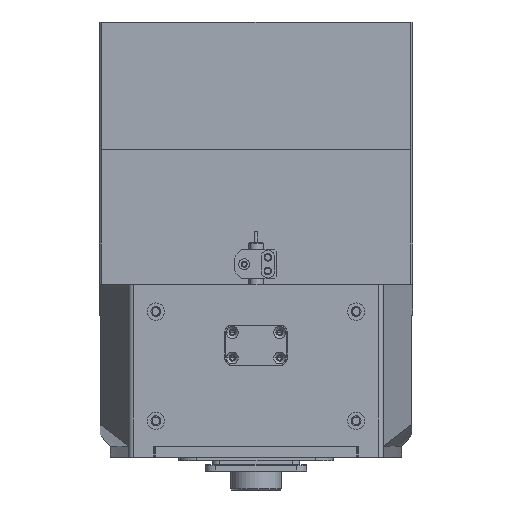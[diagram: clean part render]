
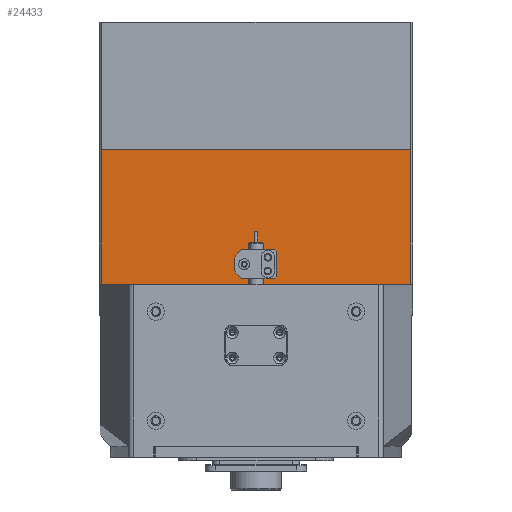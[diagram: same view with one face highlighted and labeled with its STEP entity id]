
A CAD part, left-side view. The second image highlights one B-rep face of the part: STEP entity #24433.
In plain terms, the highlighted planar face has unit normal (-1, 0, 0).
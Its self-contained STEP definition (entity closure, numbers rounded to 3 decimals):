
#193 = CARTESIAN_POINT ( 'NONE',  ( -166.809, 12.467, 425.35 ) ) ;
#225 = EDGE_CURVE ( 'NONE', #28311, #4907, #44714, .T. ) ;
#1091 = CIRCLE ( 'NONE', #23483, 1.65 ) ;
#1629 = ORIENTED_EDGE ( 'NONE', *, *, #225, .T. ) ;
#1834 = AXIS2_PLACEMENT_3D ( 'NONE', #49434, #22755, #10680 ) ;
#2372 = DIRECTION ( 'NONE',  ( 0., 0., -1. ) ) ;
#3337 = LINE ( 'NONE', #40238, #29810 ) ;
#3837 = DIRECTION ( 'NONE',  ( 1., 0., 0. ) ) ;
#4592 = DIRECTION ( 'NONE',  ( 1., 0., 0. ) ) ;
#4907 = VERTEX_POINT ( 'NONE', #16731 ) ;
#4937 = DIRECTION ( 'NONE',  ( 0., 0., 1. ) ) ;
#5132 = CARTESIAN_POINT ( 'NONE',  ( -166.809, -79.033, 490. ) ) ;
#5298 = CARTESIAN_POINT ( 'NONE',  ( -166.809, 5.967, 490. ) ) ;
#5343 = CARTESIAN_POINT ( 'NONE',  ( -166.809, -0.533, 423.25 ) ) ;
#6495 = CARTESIAN_POINT ( 'NONE',  ( -166.809, -0.533, 430.75 ) ) ;
#6717 = ORIENTED_EDGE ( 'NONE', *, *, #31471, .T. ) ;
#7024 = EDGE_LOOP ( 'NONE', ( #6717, #27188 ) ) ;
#7383 = EDGE_LOOP ( 'NONE', ( #8115, #48382, #21144, #31899 ) ) ;
#8115 = ORIENTED_EDGE ( 'NONE', *, *, #12813, .F. ) ;
#10266 = EDGE_CURVE ( 'NONE', #15529, #36653, #18509, .T. ) ;
#10680 = DIRECTION ( 'NONE',  ( 0., 0., -1. ) ) ;
#11017 = EDGE_CURVE ( 'NONE', #39859, #12209, #1091, .T. ) ;
#11358 = VERTEX_POINT ( 'NONE', #19535 ) ;
#12049 = VERTEX_POINT ( 'NONE', #17872 ) ;
#12209 = VERTEX_POINT ( 'NONE', #193 ) ;
#12813 = EDGE_CURVE ( 'NONE', #39531, #12049, #49517, .T. ) ;
#12824 = CARTESIAN_POINT ( 'NONE',  ( -166.809, -79.033, 416. ) ) ;
#13066 = DIRECTION ( 'NONE',  ( 1., 0., 0. ) ) ;
#14226 = EDGE_CURVE ( 'NONE', #4907, #28311, #32066, .T. ) ;
#14402 = DIRECTION ( 'NONE',  ( 0., 0., -1. ) ) ;
#15268 = EDGE_CURVE ( 'NONE', #32131, #11358, #16321, .T. ) ;
#15529 = VERTEX_POINT ( 'NONE', #26060 ) ;
#16321 = LINE ( 'NONE', #5298, #21080 ) ;
#16626 = DIRECTION ( 'NONE',  ( 0., 0., -1. ) ) ;
#16731 = CARTESIAN_POINT ( 'NONE',  ( -166.809, -0.533, 428.6 ) ) ;
#17381 = CARTESIAN_POINT ( 'NONE',  ( -166.809, 12.467, 428.65 ) ) ;
#17872 = CARTESIAN_POINT ( 'NONE',  ( -166.809, 90.967, 416. ) ) ;
#18509 = CIRCLE ( 'NONE', #26881, 2.15 ) ;
#19535 = CARTESIAN_POINT ( 'NONE',  ( -166.809, 90.967, 490. ) ) ;
#19772 = CARTESIAN_POINT ( 'NONE',  ( -166.809, 12.467, 427. ) ) ;
#21067 = AXIS2_PLACEMENT_3D ( 'NONE', #22356, #30670, #42202 ) ;
#21080 = VECTOR ( 'NONE', #28144, 1000. ) ;
#21144 = ORIENTED_EDGE ( 'NONE', *, *, #15268, .T. ) ;
#21666 = EDGE_CURVE ( 'NONE', #39531, #32131, #47111, .T. ) ;
#21942 = CARTESIAN_POINT ( 'NONE',  ( -166.809, -0.533, 425.4 ) ) ;
#22356 = CARTESIAN_POINT ( 'NONE',  ( -166.809, -94.033, 416. ) ) ;
#22755 = DIRECTION ( 'NONE',  ( 1., 0., 0. ) ) ;
#23483 = AXIS2_PLACEMENT_3D ( 'NONE', #31157, #4592, #34822 ) ;
#23645 = DIRECTION ( 'NONE',  ( 0., 0., -1. ) ) ;
#24433 = ADVANCED_FACE ( 'NONE', ( #44558, #34389, #49351, #45179 ), #34157, .F. ) ;
#25296 = ORIENTED_EDGE ( 'NONE', *, *, #11017, .T. ) ;
#25385 = CARTESIAN_POINT ( 'NONE',  ( -166.809, -0.533, 430.75 ) ) ;
#25445 = CIRCLE ( 'NONE', #1834, 2.15 ) ;
#25808 = DIRECTION ( 'NONE',  ( 1., 0., 0. ) ) ;
#26060 = CARTESIAN_POINT ( 'NONE',  ( -166.809, -0.533, 421.1 ) ) ;
#26881 = AXIS2_PLACEMENT_3D ( 'NONE', #5343, #13066, #47426 ) ;
#27154 = ORIENTED_EDGE ( 'NONE', *, *, #14226, .T. ) ;
#27188 = ORIENTED_EDGE ( 'NONE', *, *, #10266, .T. ) ;
#28144 = DIRECTION ( 'NONE',  ( 0., 1., 0. ) ) ;
#28311 = VERTEX_POINT ( 'NONE', #28406 ) ;
#28363 = EDGE_LOOP ( 'NONE', ( #1629, #27154 ) ) ;
#28406 = CARTESIAN_POINT ( 'NONE',  ( -166.809, -0.533, 432.9 ) ) ;
#29749 = VECTOR ( 'NONE', #4937, 1000. ) ;
#29810 = VECTOR ( 'NONE', #16626, 1000. ) ;
#30358 = VECTOR ( 'NONE', #45452, 1000. ) ;
#30670 = DIRECTION ( 'NONE',  ( 1., 0., 0. ) ) ;
#31157 = CARTESIAN_POINT ( 'NONE',  ( -166.809, 12.467, 427. ) ) ;
#31190 = CARTESIAN_POINT ( 'NONE',  ( -166.809, -79.033, 416. ) ) ;
#31471 = EDGE_CURVE ( 'NONE', #36653, #15529, #25445, .T. ) ;
#31899 = ORIENTED_EDGE ( 'NONE', *, *, #39192, .T. ) ;
#32066 = CIRCLE ( 'NONE', #35879, 2.15 ) ;
#32131 = VERTEX_POINT ( 'NONE', #5132 ) ;
#32695 = EDGE_LOOP ( 'NONE', ( #25296, #38971 ) ) ;
#33563 = CIRCLE ( 'NONE', #47769, 1.65 ) ;
#34157 = PLANE ( 'NONE',  #21067 ) ;
#34389 = FACE_BOUND ( 'NONE', #28363, .T. ) ;
#34822 = DIRECTION ( 'NONE',  ( 0., 0., -1. ) ) ;
#35879 = AXIS2_PLACEMENT_3D ( 'NONE', #6495, #25808, #14402 ) ;
#36653 = VERTEX_POINT ( 'NONE', #21942 ) ;
#38971 = ORIENTED_EDGE ( 'NONE', *, *, #49011, .T. ) ;
#39192 = EDGE_CURVE ( 'NONE', #11358, #12049, #3337, .T. ) ;
#39531 = VERTEX_POINT ( 'NONE', #31190 ) ;
#39859 = VERTEX_POINT ( 'NONE', #17381 ) ;
#40238 = CARTESIAN_POINT ( 'NONE',  ( -166.809, 90.967, 416. ) ) ;
#42202 = DIRECTION ( 'NONE',  ( 0., 0., -1. ) ) ;
#44558 = FACE_BOUND ( 'NONE', #32695, .T. ) ;
#44714 = CIRCLE ( 'NONE', #46189, 2.15 ) ;
#45179 = FACE_OUTER_BOUND ( 'NONE', #7383, .T. ) ;
#45452 = DIRECTION ( 'NONE',  ( 0., 1., 0. ) ) ;
#46189 = AXIS2_PLACEMENT_3D ( 'NONE', #25385, #48663, #2372 ) ;
#47111 = LINE ( 'NONE', #12824, #29749 ) ;
#47426 = DIRECTION ( 'NONE',  ( 0., 0., -1. ) ) ;
#47769 = AXIS2_PLACEMENT_3D ( 'NONE', #19772, #3837, #23645 ) ;
#48382 = ORIENTED_EDGE ( 'NONE', *, *, #21666, .T. ) ;
#48663 = DIRECTION ( 'NONE',  ( 1., 0., 0. ) ) ;
#49011 = EDGE_CURVE ( 'NONE', #12209, #39859, #33563, .T. ) ;
#49131 = CARTESIAN_POINT ( 'NONE',  ( -166.809, -94.033, 416. ) ) ;
#49351 = FACE_BOUND ( 'NONE', #7024, .T. ) ;
#49434 = CARTESIAN_POINT ( 'NONE',  ( -166.809, -0.533, 423.25 ) ) ;
#49517 = LINE ( 'NONE', #49131, #30358 ) ;
